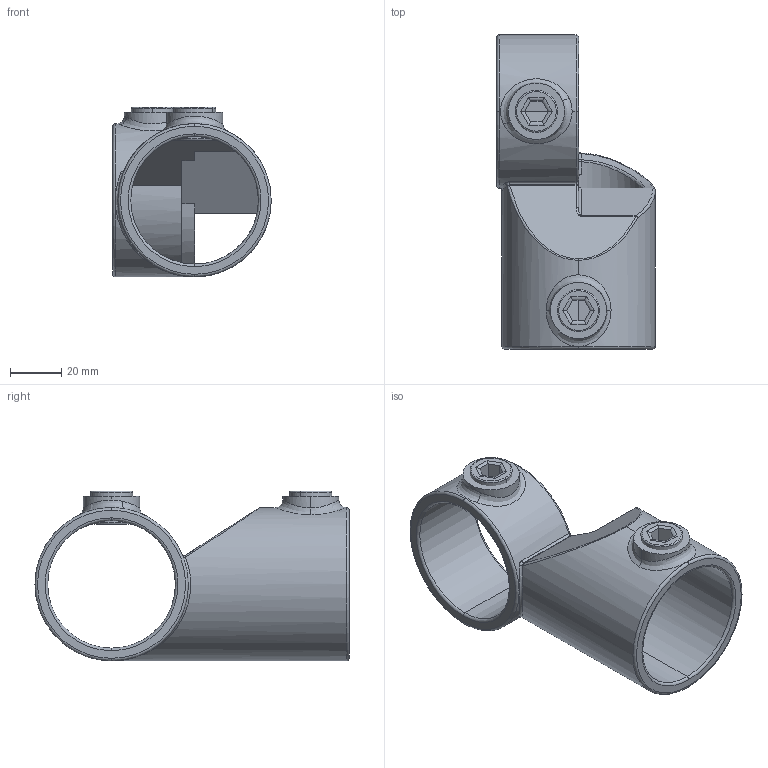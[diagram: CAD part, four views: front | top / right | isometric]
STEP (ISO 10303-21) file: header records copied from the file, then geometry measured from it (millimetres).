
FILE_DESCRIPTION (( 'STEP AP203' ), '1' );
FILE_NAME ('148-D48.STEP', '2016-09-07T11:02:00', ( '' ), ( '' ), 'SwSTEP 2.0', 'SolidWorks 2015', '' );
FILE_SCHEMA (( 'CONFIG_CONTROL_DESIGN' ));
Length unit declared in the file: millimetre
Products named in the file (3): 148-D48; 148-D48 Teil2; 148-D48 Teil1
Assembly tree (3 placements, depth 2):
  148-D48
    148-D48 Teil1
    148-D48 Teil2  x2
Bounding box: 62 x 123 x 66.5 mm (x, y, z)
Volume: 91836 mm3; surface area: 40451.9 mm2
Topology: 3 solids, 3 shells, 132 faces, 321 edges, 190 vertices
Faces by surface type: cylinder 58, plane 30, torus 24, bspline 19, sphere 1
Entity records: 5679 total; most frequent: CARTESIAN_POINT 3014, ORIENTED_EDGE 526, DIRECTION 463, EDGE_CURVE 263, AXIS2_PLACEMENT_3D 188, VERTEX_POINT 158, EDGE_LOOP 113, FACE_OUTER_BOUND 106
